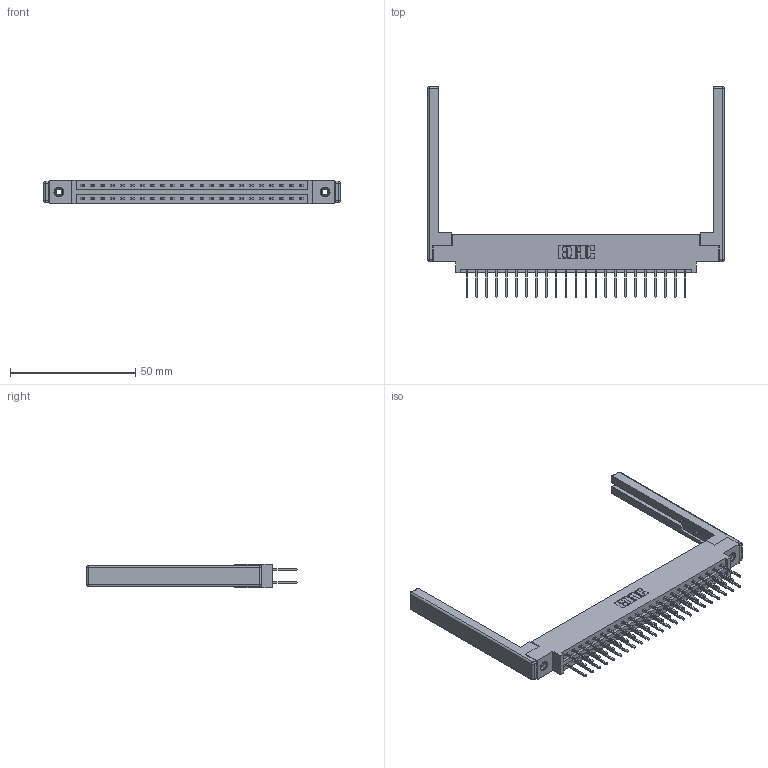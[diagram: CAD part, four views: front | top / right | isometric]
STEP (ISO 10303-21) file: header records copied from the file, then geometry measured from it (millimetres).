
FILE_DESCRIPTION (( 'STEP AP203' ), '1' );
FILE_NAME ('337-046-523-868.STEP', '2019-10-11T14:23:31', ( '' ), ( '' ), 'SwSTEP 2.0', 'SolidWorks 2016', '' );
FILE_SCHEMA (( 'CONFIG_CONTROL_DESIGN' ));
Length unit declared in the file: inch
Products named in the file (5): 337-046-523-868; 345-250-001_345-250-001-102; 345-292-001_345-293-123; 337 Part_0.170 Offset - 0.156 Dia-TI; 307-220-068
Assembly tree (51 placements, depth 2):
  337-046-523-868
    337 Part_0.170 Offset - 0.156 Dia-TI
    345-292-001_345-293-123  x46
    345-250-001_345-250-001-102  x2
    307-220-068  x2
Bounding box: 118.57 x 84.21 x 9.4 mm (x, y, z)
Volume: 16604.2 mm3; surface area: 18219.8 mm2
Topology: 51 solids, 51 shells, 2756 faces, 8119 edges, 5330 vertices
Faces by surface type: plane 1910, cylinder 822, cone 12, sphere 8, torus 4
Entity records: 23200 total; most frequent: CARTESIAN_POINT 3891, ORIENTED_EDGE 3816, DIRECTION 3414, EDGE_CURVE 1908, LINE 1730, VECTOR 1730, VERTEX_POINT 1262, AXIS2_PLACEMENT_3D 842
